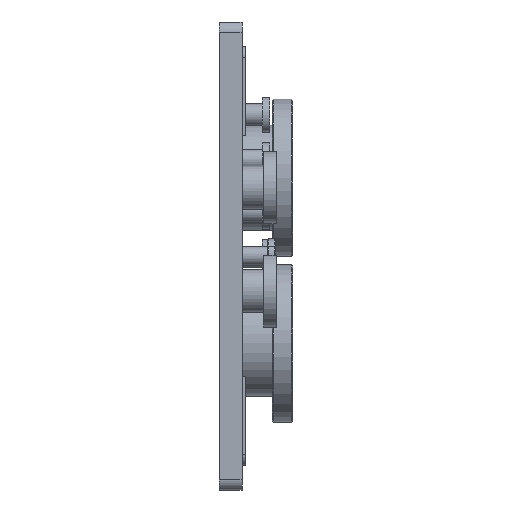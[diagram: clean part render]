
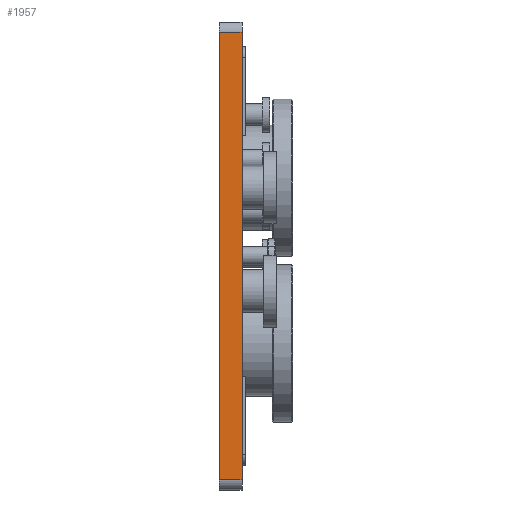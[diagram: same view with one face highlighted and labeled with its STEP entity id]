
A CAD part, front view. The second image highlights one B-rep face of the part: STEP entity #1957.
In plain terms, the highlighted face is planar.
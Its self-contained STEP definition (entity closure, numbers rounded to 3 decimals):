
#1911=FACE_OUTER_BOUND('',#3711,.T.);
#1957=ADVANCED_FACE('',(#1911),#2340,.T.);
#2340=PLANE('',#7557);
#2398=LINE('',#10420,#2469);
#2408=LINE('',#10540,#2479);
#2409=LINE('',#10542,#2480);
#2410=LINE('',#10544,#2481);
#2469=VECTOR('',#8520,1.);
#2479=VECTOR('',#8656,1.);
#2480=VECTOR('',#8659,1.);
#2481=VECTOR('',#8660,1.);
#3711=EDGE_LOOP('',(#4747,#4748,#4749,#4750));
#4747=ORIENTED_EDGE('',*,*,#6416,.F.);
#4748=ORIENTED_EDGE('',*,*,#6469,.F.);
#4749=ORIENTED_EDGE('',*,*,#6470,.T.);
#4750=ORIENTED_EDGE('',*,*,#6471,.T.);
#5832=VERTEX_POINT('',#10419);
#5833=VERTEX_POINT('',#10421);
#5879=VERTEX_POINT('',#10539);
#5880=VERTEX_POINT('',#10543);
#6416=EDGE_CURVE('',#5832,#5833,#2398,.T.);
#6469=EDGE_CURVE('',#5879,#5832,#2408,.T.);
#6470=EDGE_CURVE('',#5879,#5880,#2409,.T.);
#6471=EDGE_CURVE('',#5880,#5833,#2410,.T.);
#7557=AXIS2_PLACEMENT_3D('',#10545,#8661,#8662);
#8520=DIRECTION('',(1.,0.,0.));
#8656=DIRECTION('',(0.,1.,0.));
#8659=DIRECTION('',(1.,0.,0.));
#8660=DIRECTION('',(0.,1.,0.));
#8661=DIRECTION('',(0.,0.,1.));
#8662=DIRECTION('',(1.,0.,0.));
#10419=CARTESIAN_POINT('',(-216.,-272.,398.));
#10420=CARTESIAN_POINT('',(-216.,-272.,398.));
#10421=CARTESIAN_POINT('',(216.,-272.,398.));
#10539=CARTESIAN_POINT('',(-216.,-294.,398.));
#10540=CARTESIAN_POINT('',(-216.,-294.,398.));
#10542=CARTESIAN_POINT('',(-216.,-294.,398.));
#10543=CARTESIAN_POINT('',(216.,-294.,398.));
#10544=CARTESIAN_POINT('',(216.,-294.,398.));
#10545=CARTESIAN_POINT('',(-216.,-294.,398.));
